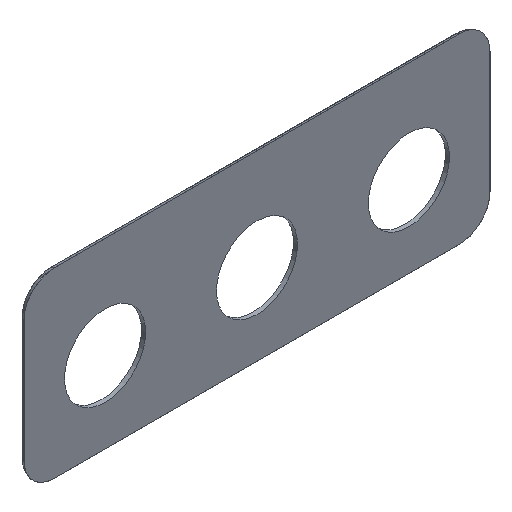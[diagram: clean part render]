
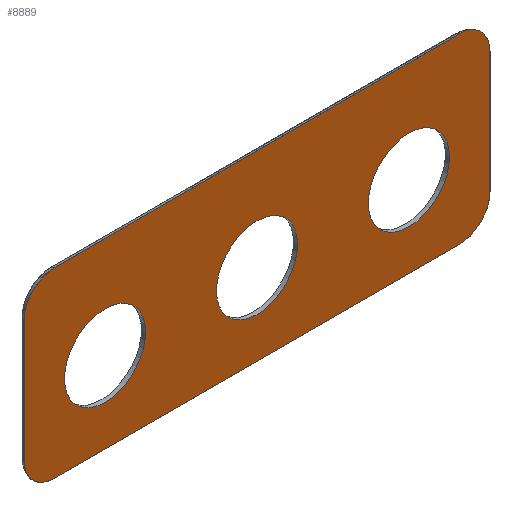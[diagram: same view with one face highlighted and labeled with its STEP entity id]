
A CAD part, isometric view. The second image highlights one B-rep face of the part: STEP entity #8889.
In plain terms, the highlighted planar face has unit normal (0, -1, 0).
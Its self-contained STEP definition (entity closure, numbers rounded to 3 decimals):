
#843=FACE_BOUND('',#1865,.T.);
#844=FACE_BOUND('',#1866,.T.);
#845=FACE_BOUND('',#1867,.T.);
#968=PLANE('',#9314);
#1344=FACE_OUTER_BOUND('',#1864,.T.);
#1864=EDGE_LOOP('',(#7336,#7337,#7338,#7339,#7340,#7341,#7342,#7343));
#1865=EDGE_LOOP('',(#7344));
#1866=EDGE_LOOP('',(#7345));
#1867=EDGE_LOOP('',(#7346));
#2211=LINE('',#11549,#2998);
#2214=LINE('',#11557,#3001);
#2525=LINE('',#14370,#3312);
#2528=LINE('',#14377,#3315);
#2998=VECTOR('',#9604,10.);
#3001=VECTOR('',#9613,10.);
#3312=VECTOR('',#10138,10.);
#3315=VECTOR('',#10147,10.);
#3715=CIRCLE('',#9196,7.5);
#3716=CIRCLE('',#9199,7.5);
#3717=CIRCLE('',#9302,10.);
#3718=CIRCLE('',#9304,10.);
#3719=CIRCLE('',#9306,10.);
#3720=CIRCLE('',#9309,7.5);
#3721=CIRCLE('',#9312,7.5);
#3913=VERTEX_POINT('',#11541);
#3914=VERTEX_POINT('',#11543);
#3915=VERTEX_POINT('',#11547);
#3916=VERTEX_POINT('',#11551);
#3917=VERTEX_POINT('',#11555);
#4178=VERTEX_POINT('',#14355);
#4179=VERTEX_POINT('',#14359);
#4180=VERTEX_POINT('',#14363);
#4181=VERTEX_POINT('',#14367);
#4182=VERTEX_POINT('',#14369);
#4183=VERTEX_POINT('',#14373);
#4816=EDGE_CURVE('',#3913,#3914,#3715,.T.);
#4819=EDGE_CURVE('',#3913,#3915,#2211,.T.);
#4821=EDGE_CURVE('',#3916,#3915,#3716,.T.);
#4823=EDGE_CURVE('',#3916,#3917,#2214,.T.);
#5297=EDGE_CURVE('',#4178,#4178,#3717,.T.);
#5299=EDGE_CURVE('',#4179,#4179,#3718,.T.);
#5301=EDGE_CURVE('',#4180,#4180,#3719,.T.);
#5303=EDGE_CURVE('',#4182,#4181,#2525,.T.);
#5306=EDGE_CURVE('',#4183,#4181,#3720,.T.);
#5307=EDGE_CURVE('',#4183,#3914,#2528,.T.);
#5308=EDGE_CURVE('',#4182,#3917,#3721,.T.);
#7336=ORIENTED_EDGE('',*,*,#5308,.F.);
#7337=ORIENTED_EDGE('',*,*,#5303,.T.);
#7338=ORIENTED_EDGE('',*,*,#5306,.F.);
#7339=ORIENTED_EDGE('',*,*,#5307,.T.);
#7340=ORIENTED_EDGE('',*,*,#4816,.F.);
#7341=ORIENTED_EDGE('',*,*,#4819,.T.);
#7342=ORIENTED_EDGE('',*,*,#4821,.F.);
#7343=ORIENTED_EDGE('',*,*,#4823,.T.);
#7344=ORIENTED_EDGE('',*,*,#5301,.F.);
#7345=ORIENTED_EDGE('',*,*,#5299,.F.);
#7346=ORIENTED_EDGE('',*,*,#5297,.F.);
#8889=ADVANCED_FACE('',(#1344,#843,#844,#845),#968,.F.);
#9196=AXIS2_PLACEMENT_3D('',#11544,#9598,#9599);
#9199=AXIS2_PLACEMENT_3D('',#11553,#9608,#9609);
#9302=AXIS2_PLACEMENT_3D('',#14357,#10123,#10124);
#9304=AXIS2_PLACEMENT_3D('',#14361,#10128,#10129);
#9306=AXIS2_PLACEMENT_3D('',#14365,#10133,#10134);
#9309=AXIS2_PLACEMENT_3D('',#14375,#10143,#10144);
#9312=AXIS2_PLACEMENT_3D('',#14379,#10150,#10151);
#9314=AXIS2_PLACEMENT_3D('',#14381,#10154,#10155);
#9598=DIRECTION('center_axis',(0.,1.,0.));
#9599=DIRECTION('ref_axis',(1.,0.,0.));
#9604=DIRECTION('',(0.,0.,1.));
#9608=DIRECTION('center_axis',(0.,1.,0.));
#9609=DIRECTION('ref_axis',(0.,0.,1.));
#9613=DIRECTION('',(-1.,0.,0.));
#10123=DIRECTION('center_axis',(0.,-1.,0.));
#10124=DIRECTION('ref_axis',(1.,0.,0.));
#10128=DIRECTION('center_axis',(0.,-1.,0.));
#10129=DIRECTION('ref_axis',(1.,0.,0.));
#10133=DIRECTION('center_axis',(0.,-1.,0.));
#10134=DIRECTION('ref_axis',(1.,0.,0.));
#10138=DIRECTION('',(0.,0.,-1.));
#10143=DIRECTION('center_axis',(0.,1.,0.));
#10144=DIRECTION('ref_axis',(0.,0.,-1.));
#10147=DIRECTION('',(1.,0.,0.));
#10150=DIRECTION('center_axis',(0.,1.,0.));
#10151=DIRECTION('ref_axis',(-1.,0.,0.));
#10154=DIRECTION('center_axis',(0.,1.,0.));
#10155=DIRECTION('ref_axis',(1.,0.,0.));
#11541=CARTESIAN_POINT('',(392.,48.398,711.));
#11543=CARTESIAN_POINT('',(384.5,48.398,703.5));
#11544=CARTESIAN_POINT('Origin',(384.5,48.398,711.));
#11547=CARTESIAN_POINT('',(392.,48.398,741.));
#11549=CARTESIAN_POINT('',(392.,48.398,711.));
#11551=CARTESIAN_POINT('',(384.5,48.398,748.5));
#11553=CARTESIAN_POINT('Origin',(384.5,48.398,741.));
#11555=CARTESIAN_POINT('',(284.5,48.398,748.5));
#11557=CARTESIAN_POINT('',(384.5,48.398,748.5));
#14355=CARTESIAN_POINT('',(287.,48.398,723.5));
#14357=CARTESIAN_POINT('Origin',(297.,48.398,723.5));
#14359=CARTESIAN_POINT('',(362.,48.398,723.5));
#14361=CARTESIAN_POINT('Origin',(372.,48.398,723.5));
#14363=CARTESIAN_POINT('',(324.5,48.398,723.5));
#14365=CARTESIAN_POINT('Origin',(334.5,48.398,723.5));
#14367=CARTESIAN_POINT('',(277.,48.398,711.));
#14369=CARTESIAN_POINT('',(277.,48.398,741.));
#14370=CARTESIAN_POINT('',(277.,48.398,741.));
#14373=CARTESIAN_POINT('',(284.5,48.398,703.5));
#14375=CARTESIAN_POINT('Origin',(284.5,48.398,711.));
#14377=CARTESIAN_POINT('',(284.5,48.398,703.5));
#14379=CARTESIAN_POINT('Origin',(284.5,48.398,741.));
#14381=CARTESIAN_POINT('Origin',(334.5,48.398,726.));
